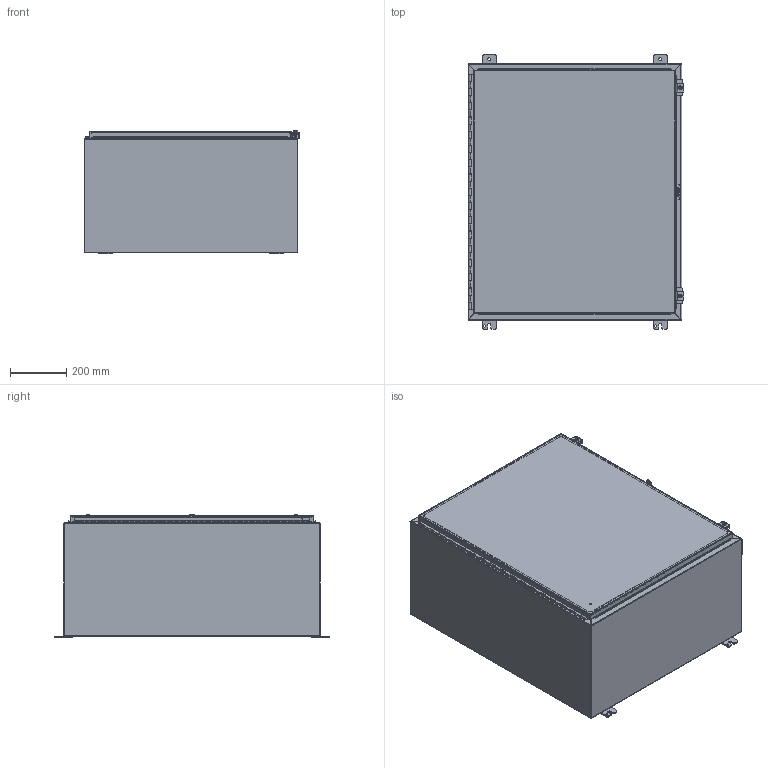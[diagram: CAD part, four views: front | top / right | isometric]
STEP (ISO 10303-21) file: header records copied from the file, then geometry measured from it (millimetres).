
FILE_DESCRIPTION((''),'2;1');
FILE_NAME('N12363016.stp','2012-02-20T15:52:10',('dnichola'),(''),'Autodesk Inventor 2012','Autodesk Inventor 2012','');
FILE_SCHEMA(('AUTOMOTIVE_DESIGN { 1 0 10303 214 1 1 1 1 }'));
Length unit declared in the file: inch
Products named in the file (20): N12363016; 34840; 38413; N123016TB; N12363016BLR; 34x28; 38846; 3293; N123630LID; 328134; 328134T; 328134L; 328134P; 30823; 30824; 30824-1; HFW30825-2; HFW30825-3; HFW30825-4; 3889
Assembly tree (30 placements, depth 3):
  N12363016
    34840  x4
    38413
    N123016TB  x2
    N12363016BLR
    34x28
    38846
    3293
    N123630LID
    328134
      328134T
      328134L
      328134P
    30823  x2
    30824  x2
      30824-1
      HFW30825-2
      HFW30825-3
      HFW30825-4
    3889  x6
Bounding box: 769.89 x 977.9 x 442.22 mm (x, y, z)
Volume: 5882206.8 mm3; surface area: 6136892.8 mm2
Topology: 31 solids, 31 shells, 982 faces, 2528 edges, 1630 vertices
Faces by surface type: plane 581, cylinder 298, bspline 63, torus 16, cone 12, sphere 12
Full cylindrical faces by diameter (mm): 2.794 x6, 2.921 x2, 3.048 x1, 3.967 x1, 5.359 x2, 6.35 x3, 7.137 x2, 7.95 x4, 8.382 x12, 8.56 x1, 8.89 x2, 11.125 x4, 12.7 x3, 13.208 x2, 15.875 x6
Entity records: 25516 total; most frequent: CARTESIAN_POINT 6424, ORIENTED_EDGE 3784, DIRECTION 3776, EDGE_CURVE 1892, VECTOR 1320, LINE 1320, VERTEX_POINT 1240, AXIS2_PLACEMENT_3D 1228
